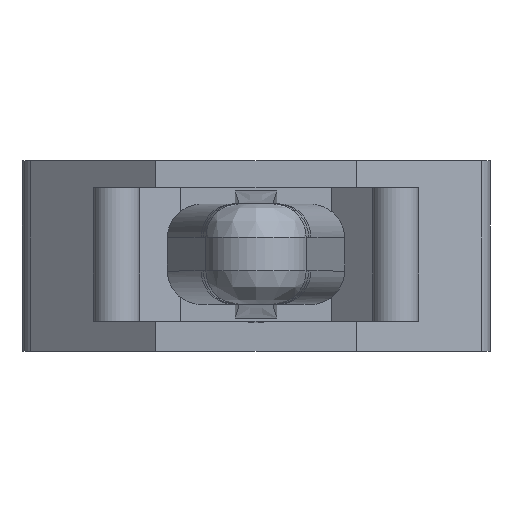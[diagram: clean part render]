
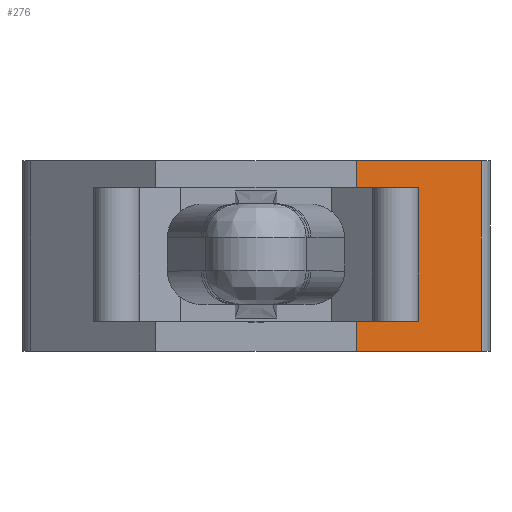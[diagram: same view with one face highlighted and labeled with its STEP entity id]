
A CAD part, top view. The second image highlights one B-rep face of the part: STEP entity #276.
In plain terms, the highlighted planar face has unit normal (0.648, 0, 0.762).
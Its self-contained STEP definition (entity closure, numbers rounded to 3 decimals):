
#276 = ADVANCED_FACE( '', ( #603 ), #604, .T. );
#603 = FACE_OUTER_BOUND( '', #1454, .T. );
#604 = PLANE( '', #1455 );
#1454 = EDGE_LOOP( '', ( #2523, #2524, #2525, #2526 ) );
#1455 = AXIS2_PLACEMENT_3D( '', #2527, #2528, #2529 );
#2523 = ORIENTED_EDGE( '', *, *, #3160, .F. );
#2524 = ORIENTED_EDGE( '', *, *, #3328, .F. );
#2525 = ORIENTED_EDGE( '', *, *, #3329, .T. );
#2526 = ORIENTED_EDGE( '', *, *, #3330, .T. );
#2527 = CARTESIAN_POINT( '', ( 3., -2.85, -10.7 ) );
#2528 = DIRECTION( '', ( 0.648, 0., 0.762 ) );
#2529 = DIRECTION( '', ( 0.762, 0., -0.648 ) );
#3160 = EDGE_CURVE( '', #3698, #3700, #3701, .T. );
#3328 = EDGE_CURVE( '', #3940, #3698, #3941, .T. );
#3329 = EDGE_CURVE( '', #3940, #3942, #3943, .T. );
#3330 = EDGE_CURVE( '', #3942, #3700, #3944, .T. );
#3698 = VERTEX_POINT( '', #4472 );
#3700 = VERTEX_POINT( '', #4475 );
#3701 = LINE( '', #4476, #4477 );
#3940 = VERTEX_POINT( '', #4794 );
#3941 = LINE( '', #4795, #4796 );
#3942 = VERTEX_POINT( '', #4797 );
#3943 = LINE( '', #4798, #4799 );
#3944 = LINE( '', #4800, #4801 );
#4472 = CARTESIAN_POINT( '', ( 3., 2.85, -10.7 ) );
#4475 = CARTESIAN_POINT( '', ( 6.736, 2.85, -13.879 ) );
#4476 = CARTESIAN_POINT( '', ( 3., 2.85, -10.7 ) );
#4477 = VECTOR( '', #5208, 1000. );
#4794 = CARTESIAN_POINT( '', ( 3., -2.85, -10.7 ) );
#4795 = CARTESIAN_POINT( '', ( 3., -2.85, -10.7 ) );
#4796 = VECTOR( '', #5450, 1000. );
#4797 = CARTESIAN_POINT( '', ( 6.736, -2.85, -13.879 ) );
#4798 = CARTESIAN_POINT( '', ( 3., -2.85, -10.7 ) );
#4799 = VECTOR( '', #5451, 1000. );
#4800 = CARTESIAN_POINT( '', ( 6.736, -2.85, -13.879 ) );
#4801 = VECTOR( '', #5452, 1000. );
#5208 = DIRECTION( '', ( 0.762, 0., -0.648 ) );
#5450 = DIRECTION( '', ( 0., 1., 0. ) );
#5451 = DIRECTION( '', ( 0.762, 0., -0.648 ) );
#5452 = DIRECTION( '', ( 0., 1., 0. ) );
